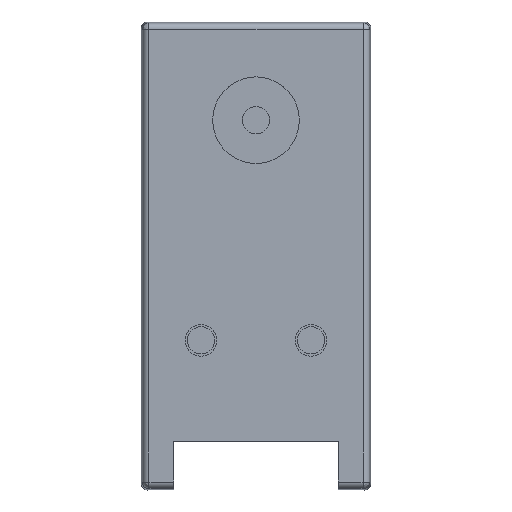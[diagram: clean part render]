
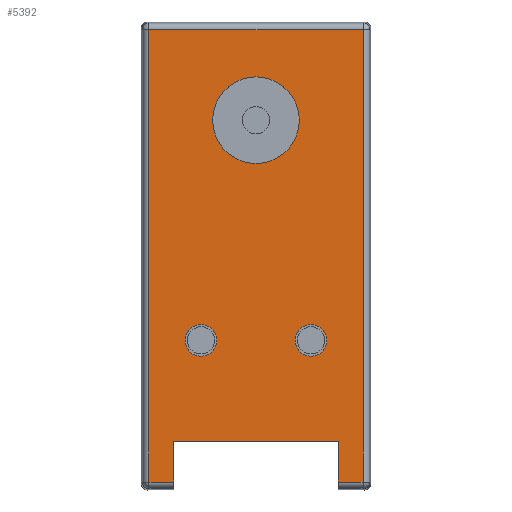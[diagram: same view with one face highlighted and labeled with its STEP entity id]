
A CAD part, top view. The second image highlights one B-rep face of the part: STEP entity #5392.
In plain terms, the highlighted planar face has unit normal (0, 0, 1).
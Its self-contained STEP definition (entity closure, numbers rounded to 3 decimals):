
#11 = VECTOR ( 'NONE', #230, 1000. ) ;
#44 = VERTEX_POINT ( 'NONE', #4563 ) ;
#154 = ORIENTED_EDGE ( 'NONE', *, *, #2217, .T. ) ;
#162 = EDGE_CURVE ( 'NONE', #4592, #3172, #2476, .T. ) ;
#184 = CARTESIAN_POINT ( 'NONE',  ( -12.353, 26.103, 12. ) ) ;
#230 = DIRECTION ( 'NONE',  ( 1., 0., 0. ) ) ;
#233 = CARTESIAN_POINT ( 'NONE',  ( -12.353, -26.103, 12. ) ) ;
#251 = CARTESIAN_POINT ( 'NONE',  ( -9.5, -24.194, 12. ) ) ;
#257 = FACE_BOUND ( 'NONE', #2942, .T. ) ;
#373 = CARTESIAN_POINT ( 'NONE',  ( 0., -21.4, 12. ) ) ;
#374 = ORIENTED_EDGE ( 'NONE', *, *, #2912, .F. ) ;
#445 = EDGE_CURVE ( 'NONE', #452, #2593, #5289, .T. ) ;
#452 = VERTEX_POINT ( 'NONE', #4985 ) ;
#475 = LINE ( 'NONE', #5115, #4577 ) ;
#513 = CIRCLE ( 'NONE', #1596, 5. ) ;
#530 = FACE_BOUND ( 'NONE', #5209, .T. ) ;
#533 = VECTOR ( 'NONE', #2300, 1000. ) ;
#577 = ORIENTED_EDGE ( 'NONE', *, *, #162, .F. ) ;
#622 = VERTEX_POINT ( 'NONE', #3778 ) ;
#686 = DIRECTION ( 'NONE',  ( 1., 0., 0. ) ) ;
#732 = AXIS2_PLACEMENT_3D ( 'NONE', #1941, #3992, #686 ) ;
#782 = DIRECTION ( 'NONE',  ( 0., 0., 1. ) ) ;
#794 = DIRECTION ( 'NONE',  ( -1., 0., 0. ) ) ;
#805 = VECTOR ( 'NONE', #794, 1000. ) ;
#891 = VERTEX_POINT ( 'NONE', #2432 ) ;
#910 = ORIENTED_EDGE ( 'NONE', *, *, #2741, .T. ) ;
#932 = VERTEX_POINT ( 'NONE', #2091 ) ;
#956 = CARTESIAN_POINT ( 'NONE',  ( 0., 26.103, 12. ) ) ;
#987 = EDGE_CURVE ( 'NONE', #2593, #2746, #2083, .T. ) ;
#1145 = CARTESIAN_POINT ( 'NONE',  ( 9.5, -24.194, 12. ) ) ;
#1149 = DIRECTION ( 'NONE',  ( 0., 0., -1. ) ) ;
#1171 = CARTESIAN_POINT ( 'NONE',  ( -6.35, -9.751, 12. ) ) ;
#1237 = DIRECTION ( 'NONE',  ( 0., 0., -1. ) ) ;
#1349 = CARTESIAN_POINT ( 'NONE',  ( -8.175, -9.751, 12. ) ) ;
#1359 = VECTOR ( 'NONE', #2099, 1000. ) ;
#1382 = EDGE_CURVE ( 'NONE', #44, #452, #4449, .T. ) ;
#1409 = EDGE_CURVE ( 'NONE', #4883, #932, #5187, .T. ) ;
#1539 = DIRECTION ( 'NONE',  ( 1., 0., 0. ) ) ;
#1596 = AXIS2_PLACEMENT_3D ( 'NONE', #4576, #1237, #4155 ) ;
#1859 = ORIENTED_EDGE ( 'NONE', *, *, #4670, .T. ) ;
#1924 = CARTESIAN_POINT ( 'NONE',  ( -9.5, -26.103, 12. ) ) ;
#1925 = EDGE_CURVE ( 'NONE', #4592, #44, #475, .T. ) ;
#1936 = DIRECTION ( 'NONE',  ( 1., 0., 0. ) ) ;
#1941 = CARTESIAN_POINT ( 'NONE',  ( 6.35, -9.751, 12. ) ) ;
#2015 = FACE_BOUND ( 'NONE', #3993, .T. ) ;
#2079 = AXIS2_PLACEMENT_3D ( 'NONE', #3636, #782, #4974 ) ;
#2083 = LINE ( 'NONE', #4024, #533 ) ;
#2091 = CARTESIAN_POINT ( 'NONE',  ( -4.525, -9.751, 12. ) ) ;
#2093 = CIRCLE ( 'NONE', #3344, 1.825 ) ;
#2099 = DIRECTION ( 'NONE',  ( 0., 1., 0. ) ) ;
#2107 = EDGE_CURVE ( 'NONE', #2746, #4581, #3641, .T. ) ;
#2213 = DIRECTION ( 'NONE',  ( 1., 0., 0. ) ) ;
#2217 = EDGE_CURVE ( 'NONE', #622, #4714, #2093, .T. ) ;
#2300 = DIRECTION ( 'NONE',  ( 0., -1., 0. ) ) ;
#2420 = DIRECTION ( 'NONE',  ( 0., 0., -1. ) ) ;
#2432 = CARTESIAN_POINT ( 'NONE',  ( -5., 15.649, 12. ) ) ;
#2438 = VECTOR ( 'NONE', #4511, 1000. ) ;
#2476 = LINE ( 'NONE', #1145, #1359 ) ;
#2593 = VERTEX_POINT ( 'NONE', #184 ) ;
#2741 = EDGE_CURVE ( 'NONE', #4714, #622, #4863, .T. ) ;
#2746 = VERTEX_POINT ( 'NONE', #233 ) ;
#2798 = EDGE_CURVE ( 'NONE', #4128, #4581, #4073, .T. ) ;
#2807 = PLANE ( 'NONE',  #2079 ) ;
#2844 = ORIENTED_EDGE ( 'NONE', *, *, #2798, .F. ) ;
#2912 = EDGE_CURVE ( 'NONE', #3172, #4128, #3028, .T. ) ;
#2931 = VECTOR ( 'NONE', #3661, 1000. ) ;
#2942 = EDGE_LOOP ( 'NONE', ( #1859, #4427 ) ) ;
#3028 = LINE ( 'NONE', #373, #805 ) ;
#3172 = VERTEX_POINT ( 'NONE', #4899 ) ;
#3173 = CARTESIAN_POINT ( 'NONE',  ( 9.5, -26.103, 12. ) ) ;
#3209 = VECTOR ( 'NONE', #5273, 1000. ) ;
#3319 = ORIENTED_EDGE ( 'NONE', *, *, #2107, .T. ) ;
#3344 = AXIS2_PLACEMENT_3D ( 'NONE', #4821, #5334, #1936 ) ;
#3360 = ORIENTED_EDGE ( 'NONE', *, *, #445, .T. ) ;
#3527 = CARTESIAN_POINT ( 'NONE',  ( -10.926, -26.103, 12. ) ) ;
#3636 = CARTESIAN_POINT ( 'NONE',  ( -12.353, -26.103, 12. ) ) ;
#3641 = LINE ( 'NONE', #3527, #11 ) ;
#3661 = DIRECTION ( 'NONE',  ( -1., 0., 0. ) ) ;
#3734 = EDGE_CURVE ( 'NONE', #932, #4883, #4076, .T. ) ;
#3778 = CARTESIAN_POINT ( 'NONE',  ( 8.175, -9.751, 12. ) ) ;
#3869 = ORIENTED_EDGE ( 'NONE', *, *, #1925, .T. ) ;
#3877 = ORIENTED_EDGE ( 'NONE', *, *, #1382, .T. ) ;
#3992 = DIRECTION ( 'NONE',  ( 0., 0., -1. ) ) ;
#3993 = EDGE_LOOP ( 'NONE', ( #5130, #4189 ) ) ;
#4024 = CARTESIAN_POINT ( 'NONE',  ( -12.353, 0., 12. ) ) ;
#4057 = EDGE_CURVE ( 'NONE', #891, #4447, #4099, .T. ) ;
#4073 = LINE ( 'NONE', #251, #3209 ) ;
#4076 = CIRCLE ( 'NONE', #5304, 1.825 ) ;
#4087 = CARTESIAN_POINT ( 'NONE',  ( 12.353, 0., 12. ) ) ;
#4099 = CIRCLE ( 'NONE', #5276, 5. ) ;
#4128 = VERTEX_POINT ( 'NONE', #5282 ) ;
#4155 = DIRECTION ( 'NONE',  ( 1., 0., 0. ) ) ;
#4183 = ORIENTED_EDGE ( 'NONE', *, *, #987, .T. ) ;
#4189 = ORIENTED_EDGE ( 'NONE', *, *, #1409, .T. ) ;
#4194 = DIRECTION ( 'NONE',  ( 1., 0., 0. ) ) ;
#4327 = CARTESIAN_POINT ( 'NONE',  ( -6.35, -9.751, 12. ) ) ;
#4343 = DIRECTION ( 'NONE',  ( 0., 0., -1. ) ) ;
#4427 = ORIENTED_EDGE ( 'NONE', *, *, #4057, .T. ) ;
#4447 = VERTEX_POINT ( 'NONE', #5143 ) ;
#4449 = LINE ( 'NONE', #4087, #2438 ) ;
#4456 = EDGE_LOOP ( 'NONE', ( #3869, #3877, #3360, #4183, #3319, #2844, #374, #577 ) ) ;
#4511 = DIRECTION ( 'NONE',  ( 0., 1., 0. ) ) ;
#4521 = CARTESIAN_POINT ( 'NONE',  ( 4.525, -9.751, 12. ) ) ;
#4563 = CARTESIAN_POINT ( 'NONE',  ( 12.353, -26.103, 12. ) ) ;
#4576 = CARTESIAN_POINT ( 'NONE',  ( 0., 15.649, 12. ) ) ;
#4577 = VECTOR ( 'NONE', #4194, 1000. ) ;
#4581 = VERTEX_POINT ( 'NONE', #1924 ) ;
#4592 = VERTEX_POINT ( 'NONE', #3173 ) ;
#4670 = EDGE_CURVE ( 'NONE', #4447, #891, #513, .T. ) ;
#4704 = FACE_OUTER_BOUND ( 'NONE', #4456, .T. ) ;
#4714 = VERTEX_POINT ( 'NONE', #4521 ) ;
#4821 = CARTESIAN_POINT ( 'NONE',  ( 6.35, -9.751, 12. ) ) ;
#4863 = CIRCLE ( 'NONE', #732, 1.825 ) ;
#4883 = VERTEX_POINT ( 'NONE', #1349 ) ;
#4888 = CARTESIAN_POINT ( 'NONE',  ( 0., 15.649, 12. ) ) ;
#4899 = CARTESIAN_POINT ( 'NONE',  ( 9.5, -21.4, 12. ) ) ;
#4908 = AXIS2_PLACEMENT_3D ( 'NONE', #1171, #1149, #4933 ) ;
#4933 = DIRECTION ( 'NONE',  ( 1., 0., 0. ) ) ;
#4974 = DIRECTION ( 'NONE',  ( 1., 0., 0. ) ) ;
#4985 = CARTESIAN_POINT ( 'NONE',  ( 12.353, 26.103, 12. ) ) ;
#5115 = CARTESIAN_POINT ( 'NONE',  ( 0., -26.103, 12. ) ) ;
#5130 = ORIENTED_EDGE ( 'NONE', *, *, #3734, .T. ) ;
#5143 = CARTESIAN_POINT ( 'NONE',  ( 5., 15.649, 12. ) ) ;
#5187 = CIRCLE ( 'NONE', #4908, 1.825 ) ;
#5209 = EDGE_LOOP ( 'NONE', ( #154, #910 ) ) ;
#5273 = DIRECTION ( 'NONE',  ( 0., -1., 0. ) ) ;
#5276 = AXIS2_PLACEMENT_3D ( 'NONE', #4888, #2420, #1539 ) ;
#5282 = CARTESIAN_POINT ( 'NONE',  ( -9.5, -21.4, 12. ) ) ;
#5289 = LINE ( 'NONE', #956, #2931 ) ;
#5304 = AXIS2_PLACEMENT_3D ( 'NONE', #4327, #4343, #2213 ) ;
#5334 = DIRECTION ( 'NONE',  ( 0., 0., -1. ) ) ;
#5392 = ADVANCED_FACE ( 'NONE', ( #530, #2015, #257, #4704 ), #2807, .T. ) ;
